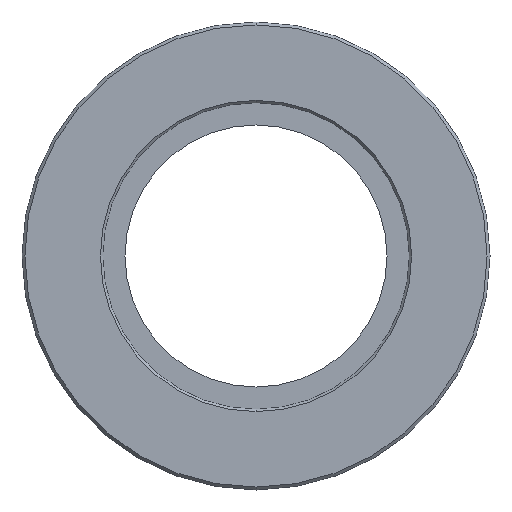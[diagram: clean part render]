
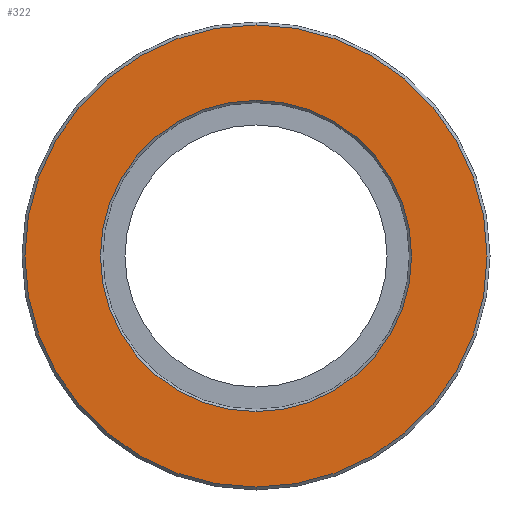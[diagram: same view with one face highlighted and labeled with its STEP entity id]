
A CAD part, front view. The second image highlights one B-rep face of the part: STEP entity #322.
In plain terms, the highlighted planar face has unit normal (0, -1, 0).
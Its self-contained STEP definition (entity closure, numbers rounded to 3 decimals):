
#6 = EDGE_LOOP ( 'NONE', ( #207, #19 ) ) ;
#19 = ORIENTED_EDGE ( 'NONE', *, *, #228, .T. ) ;
#43 = CIRCLE ( 'NONE', #137, 13.3 ) ;
#45 = EDGE_LOOP ( 'NONE', ( #197, #528 ) ) ;
#57 = VERTEX_POINT ( 'NONE', #485 ) ;
#61 = CARTESIAN_POINT ( 'NONE',  ( 0., 0., 13.3 ) ) ;
#65 = DIRECTION ( 'NONE',  ( 0., 0., -1. ) ) ;
#69 = DIRECTION ( 'NONE',  ( 0., -1., 0. ) ) ;
#70 = AXIS2_PLACEMENT_3D ( 'NONE', #381, #385, #389 ) ;
#84 = CARTESIAN_POINT ( 'NONE',  ( -13.1, 0., 0. ) ) ;
#95 = EDGE_CURVE ( 'NONE', #350, #57, #498, .T. ) ;
#102 = EDGE_CURVE ( 'NONE', #285, #275, #403, .T. ) ;
#115 = CARTESIAN_POINT ( 'NONE',  ( 0., 0., 19.75 ) ) ;
#117 = PLANE ( 'NONE',  #301 ) ;
#120 = CARTESIAN_POINT ( 'NONE',  ( 0., 0., 0. ) ) ;
#121 = EDGE_CURVE ( 'NONE', #57, #350, #43, .T. ) ;
#137 = AXIS2_PLACEMENT_3D ( 'NONE', #411, #407, #406 ) ;
#176 = FACE_BOUND ( 'NONE', #45, .T. ) ;
#178 = CARTESIAN_POINT ( 'NONE',  ( 0., 0., -19.75 ) ) ;
#197 = ORIENTED_EDGE ( 'NONE', *, *, #121, .T. ) ;
#207 = ORIENTED_EDGE ( 'NONE', *, *, #102, .T. ) ;
#228 = EDGE_CURVE ( 'NONE', #275, #285, #352, .T. ) ;
#233 = DIRECTION ( 'NONE',  ( 0., 0., -1. ) ) ;
#235 = DIRECTION ( 'NONE',  ( 0., -1., 0. ) ) ;
#275 = VERTEX_POINT ( 'NONE', #178 ) ;
#285 = VERTEX_POINT ( 'NONE', #115 ) ;
#301 = AXIS2_PLACEMENT_3D ( 'NONE', #84, #69, #65 ) ;
#322 = ADVANCED_FACE ( 'NONE', ( #176, #416 ), #117, .T. ) ;
#350 = VERTEX_POINT ( 'NONE', #61 ) ;
#352 = CIRCLE ( 'NONE', #517, 19.75 ) ;
#381 = CARTESIAN_POINT ( 'NONE',  ( 0., 0., 0. ) ) ;
#385 = DIRECTION ( 'NONE',  ( 0., -1., 0. ) ) ;
#389 = DIRECTION ( 'NONE',  ( 0., 0., -1. ) ) ;
#403 = CIRCLE ( 'NONE', #70, 19.75 ) ;
#406 = DIRECTION ( 'NONE',  ( 0., 0., -1. ) ) ;
#407 = DIRECTION ( 'NONE',  ( 0., 1., 0. ) ) ;
#411 = CARTESIAN_POINT ( 'NONE',  ( 0., 0., 0. ) ) ;
#416 = FACE_OUTER_BOUND ( 'NONE', #6, .T. ) ;
#423 = DIRECTION ( 'NONE',  ( 0., 0., -1. ) ) ;
#485 = CARTESIAN_POINT ( 'NONE',  ( 0., 0., -13.3 ) ) ;
#498 = CIRCLE ( 'NONE', #502, 13.3 ) ;
#502 = AXIS2_PLACEMENT_3D ( 'NONE', #521, #519, #423 ) ;
#517 = AXIS2_PLACEMENT_3D ( 'NONE', #120, #235, #233 ) ;
#519 = DIRECTION ( 'NONE',  ( 0., 1., 0. ) ) ;
#521 = CARTESIAN_POINT ( 'NONE',  ( 0., 0., 0. ) ) ;
#528 = ORIENTED_EDGE ( 'NONE', *, *, #95, .T. ) ;
